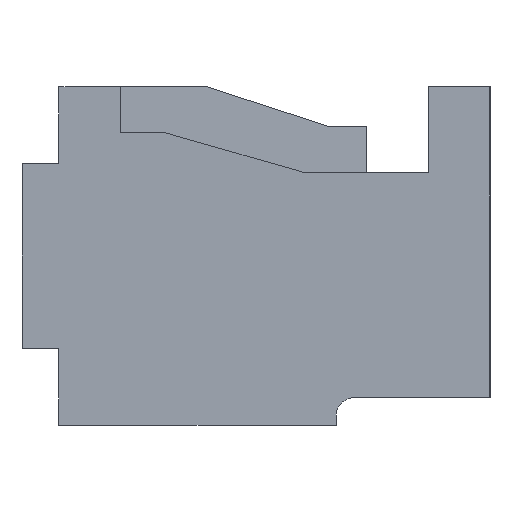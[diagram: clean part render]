
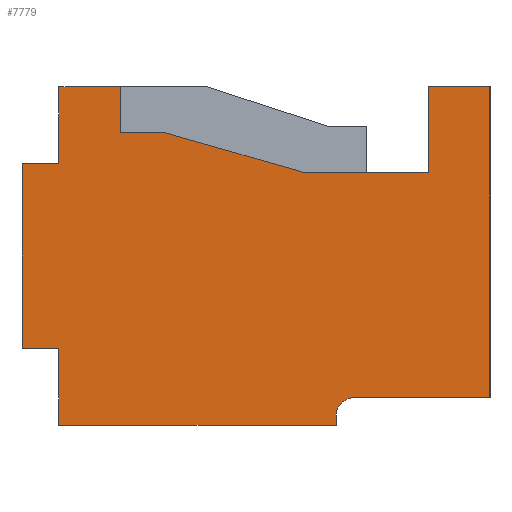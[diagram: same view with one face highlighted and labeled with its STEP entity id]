
A CAD part, left-side view. The second image highlights one B-rep face of the part: STEP entity #7779.
In plain terms, the highlighted planar face has unit normal (-1, 0, 0).
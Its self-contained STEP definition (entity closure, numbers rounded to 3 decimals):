
#13=DIRECTION('',(0.,-1.,0.));
#14=VECTOR('',#13,2.25);
#15=CARTESIAN_POINT('',(-9.2,1.6,-1.375));
#16=LINE('',#15,#14);
#17=DIRECTION('',(0.,0.,1.));
#18=VECTOR('',#17,0.075);
#19=CARTESIAN_POINT('',(-9.2,-0.65,-1.375));
#20=LINE('',#19,#18);
#21=DIRECTION('',(0.,0.,1.));
#22=VECTOR('',#21,0.625);
#23=CARTESIAN_POINT('',(-9.2,1.6,-1.375));
#24=LINE('',#23,#22);
#25=DIRECTION('',(0.,-1.,0.));
#26=VECTOR('',#25,0.3);
#27=CARTESIAN_POINT('',(-9.2,1.9,-0.75));
#28=LINE('',#27,#26);
#29=DIRECTION('',(0.,0.,1.));
#30=VECTOR('',#29,1.5);
#31=CARTESIAN_POINT('',(-9.2,1.9,-0.75));
#32=LINE('',#31,#30);
#33=DIRECTION('',(0.,-1.,0.));
#34=VECTOR('',#33,0.3);
#35=CARTESIAN_POINT('',(-9.2,1.9,0.75));
#36=LINE('',#35,#34);
#37=DIRECTION('',(0.,0.,-1.));
#38=VECTOR('',#37,0.625);
#39=CARTESIAN_POINT('',(-9.2,1.6,1.375));
#40=LINE('',#39,#38);
#41=DIRECTION('',(0.,0.,-1.));
#42=VECTOR('',#41,0.375);
#43=CARTESIAN_POINT('',(-9.2,1.1,1.375));
#44=LINE('',#43,#42);
#45=DIRECTION('',(0.,1.,0.));
#46=VECTOR('',#45,0.367);
#47=CARTESIAN_POINT('',(-9.2,0.733,1.));
#48=LINE('',#47,#46);
#49=DIRECTION('',(0.,0.961,0.276));
#50=VECTOR('',#49,1.179);
#51=CARTESIAN_POINT('',(-9.2,-0.4,0.675));
#52=LINE('',#51,#50);
#53=DIRECTION('',(0.,1.,0.));
#54=VECTOR('',#53,1.);
#55=CARTESIAN_POINT('',(-9.2,-1.4,0.675));
#56=LINE('',#55,#54);
#57=DIRECTION('',(0.,0.,-1.));
#58=VECTOR('',#57,0.7);
#59=CARTESIAN_POINT('',(-9.2,-1.4,1.375));
#60=LINE('',#59,#58);
#61=DIRECTION('',(0.,1.,0.));
#62=VECTOR('',#61,1.1);
#63=CARTESIAN_POINT('',(-9.2,-1.9,-1.15));
#64=LINE('',#63,#62);
#65=CARTESIAN_POINT('',(-9.2,-0.8,-1.3));
#66=DIRECTION('',(1.,0.,0.));
#67=DIRECTION('',(0.,1.,0.));
#68=AXIS2_PLACEMENT_3D('',#65,#66,#67);
#1317=DIRECTION('',(0.,0.,1.));
#1318=VECTOR('',#1317,2.525);
#1319=CARTESIAN_POINT('',(-9.2,-1.9,-1.15));
#1320=LINE('',#1319,#1318);
#1401=DIRECTION('',(0.,-1.,0.));
#1402=VECTOR('',#1401,0.5);
#1403=CARTESIAN_POINT('',(-9.2,1.6,1.375));
#1404=LINE('',#1403,#1402);
#1693=DIRECTION('',(0.,-1.,0.));
#1694=VECTOR('',#1693,0.5);
#1695=CARTESIAN_POINT('',(-9.2,-1.4,1.375));
#1696=LINE('',#1695,#1694);
#5805=CARTESIAN_POINT('',(-9.2,-1.9,1.375));
#5807=VERTEX_POINT('',#5805);
#5809=CARTESIAN_POINT('',(-9.2,1.6,-1.375));
#5811=VERTEX_POINT('',#5809);
#5813=CARTESIAN_POINT('',(-9.2,1.6,1.375));
#5815=VERTEX_POINT('',#5813);
#5817=CARTESIAN_POINT('',(-9.2,1.6,0.75));
#5818=VERTEX_POINT('',#5817);
#5819=CARTESIAN_POINT('',(-9.2,1.9,0.75));
#5820=VERTEX_POINT('',#5819);
#5821=CARTESIAN_POINT('',(-9.2,1.9,-0.75));
#5822=CARTESIAN_POINT('',(-9.2,1.6,-0.75));
#5823=VERTEX_POINT('',#5821);
#5824=VERTEX_POINT('',#5822);
#5903=CARTESIAN_POINT('',(-9.2,-1.4,1.375));
#5904=CARTESIAN_POINT('',(-9.2,-1.4,0.675));
#5905=VERTEX_POINT('',#5903);
#5906=VERTEX_POINT('',#5904);
#5907=CARTESIAN_POINT('',(-9.2,-0.4,0.675));
#5908=VERTEX_POINT('',#5907);
#5909=CARTESIAN_POINT('',(-9.2,0.733,1.));
#5910=VERTEX_POINT('',#5909);
#5911=CARTESIAN_POINT('',(-9.2,1.1,1.));
#5912=VERTEX_POINT('',#5911);
#5913=CARTESIAN_POINT('',(-9.2,1.1,1.375));
#5914=VERTEX_POINT('',#5913);
#7369=CARTESIAN_POINT('',(-9.2,-0.65,-1.375));
#7371=VERTEX_POINT('',#7369);
#7373=CARTESIAN_POINT('',(-9.2,-0.65,-1.3));
#7374=VERTEX_POINT('',#7373);
#7375=CARTESIAN_POINT('',(-9.2,-0.8,-1.15));
#7376=VERTEX_POINT('',#7375);
#7377=CARTESIAN_POINT('',(-9.2,-1.9,-1.15));
#7378=VERTEX_POINT('',#7377);
#7740=CARTESIAN_POINT('',(-9.2,1.9,-1.375));
#7741=DIRECTION('',(-1.,0.,0.));
#7742=DIRECTION('',(0.,-1.,0.));
#7743=AXIS2_PLACEMENT_3D('',#7740,#7741,#7742);
#7744=PLANE('',#7743);
#7745=ORIENTED_EDGE('',*,*,#7731,.F.);
#7746=ORIENTED_EDGE('',*,*,#7720,.F.);
#7748=ORIENTED_EDGE('',*,*,#7747,.T.);
#7750=ORIENTED_EDGE('',*,*,#7749,.F.);
#7752=ORIENTED_EDGE('',*,*,#7751,.T.);
#7754=ORIENTED_EDGE('',*,*,#7753,.T.);
#7756=ORIENTED_EDGE('',*,*,#7755,.F.);
#7758=ORIENTED_EDGE('',*,*,#7757,.T.);
#7760=ORIENTED_EDGE('',*,*,#7759,.T.);
#7762=ORIENTED_EDGE('',*,*,#7761,.F.);
#7764=ORIENTED_EDGE('',*,*,#7763,.F.);
#7766=ORIENTED_EDGE('',*,*,#7765,.F.);
#7768=ORIENTED_EDGE('',*,*,#7767,.F.);
#7770=ORIENTED_EDGE('',*,*,#7769,.T.);
#7772=ORIENTED_EDGE('',*,*,#7771,.F.);
#7774=ORIENTED_EDGE('',*,*,#7773,.T.);
#7776=ORIENTED_EDGE('',*,*,#7775,.F.);
#7777=EDGE_LOOP('',(#7745,#7746,#7748,#7750,#7752,#7754,#7756,#7758,#7760,#7762,
#7764,#7766,#7768,#7770,#7772,#7774,#7776));
#7778=FACE_OUTER_BOUND('',#7777,.F.);
#7779=ADVANCED_FACE('',(#7778),#7744,.T.);
#69=CIRCLE('',#68,0.15);
#7720=EDGE_CURVE('',#5811,#7371,#16,.T.);
#7731=EDGE_CURVE('',#7371,#7374,#20,.T.);
#7747=EDGE_CURVE('',#5811,#5824,#24,.T.);
#7749=EDGE_CURVE('',#5823,#5824,#28,.T.);
#7751=EDGE_CURVE('',#5823,#5820,#32,.T.);
#7753=EDGE_CURVE('',#5820,#5818,#36,.T.);
#7755=EDGE_CURVE('',#5815,#5818,#40,.T.);
#7757=EDGE_CURVE('',#5815,#5914,#1404,.T.);
#7759=EDGE_CURVE('',#5914,#5912,#44,.T.);
#7761=EDGE_CURVE('',#5910,#5912,#48,.T.);
#7763=EDGE_CURVE('',#5908,#5910,#52,.T.);
#7765=EDGE_CURVE('',#5906,#5908,#56,.T.);
#7767=EDGE_CURVE('',#5905,#5906,#60,.T.);
#7769=EDGE_CURVE('',#5905,#5807,#1696,.T.);
#7771=EDGE_CURVE('',#7378,#5807,#1320,.T.);
#7773=EDGE_CURVE('',#7378,#7376,#64,.T.);
#7775=EDGE_CURVE('',#7374,#7376,#69,.T.);
